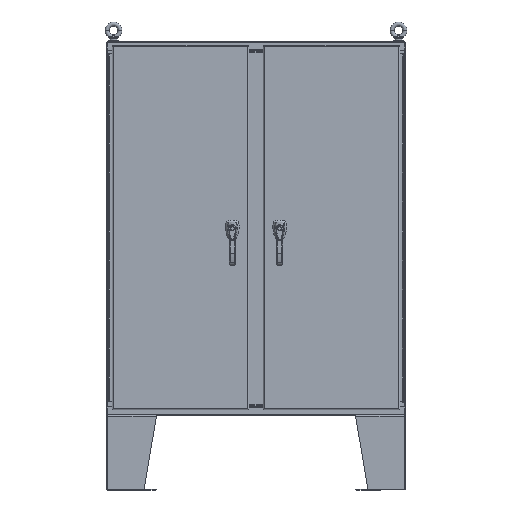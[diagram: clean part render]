
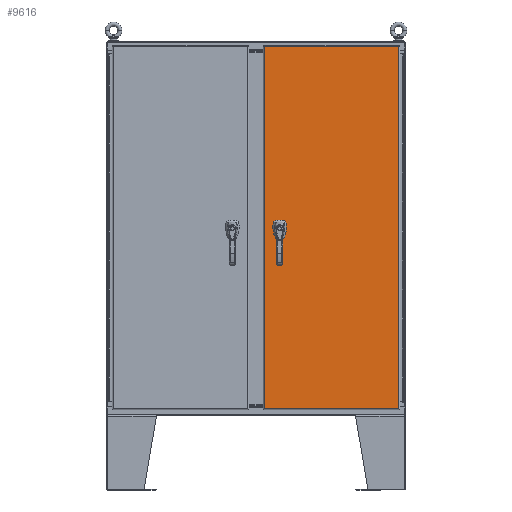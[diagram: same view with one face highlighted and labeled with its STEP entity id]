
A CAD part, top view. The second image highlights one B-rep face of the part: STEP entity #9616.
In plain terms, the highlighted face is planar.
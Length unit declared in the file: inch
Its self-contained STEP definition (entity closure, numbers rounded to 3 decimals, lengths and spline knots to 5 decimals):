
#1253 = EDGE_CURVE ( 'NONE', #10787, #113705, #8585, .T. ) ;
#3098 = DIRECTION ( 'NONE',  ( -1., 0., 0. ) ) ;
#3339 = CARTESIAN_POINT ( 'NONE',  ( 1.29925, -13.78, 29.2565 ) ) ;
#7760 = CARTESIAN_POINT ( 'NONE',  ( 3.61479, -13.78, 0.3955 ) ) ;
#8585 = CIRCLE ( 'NONE', #46830, 0.4425 ) ;
#8936 = LINE ( 'NONE', #180546, #87613 ) ;
#9072 = DIRECTION ( 'NONE',  ( 0., 0., -1. ) ) ;
#9616 = ADVANCED_FACE ( 'NONE', ( #46542, #130391, #179712 ), #52723, .T. ) ;
#10787 = VERTEX_POINT ( 'NONE', #184761 ) ;
#11375 = CARTESIAN_POINT ( 'NONE',  ( 23.01325, -13.78, 29.2565 ) ) ;
#15604 = VECTOR ( 'NONE', #189649, 39.37008 ) ;
#15779 = DIRECTION ( 'NONE',  ( 0., 0., -1. ) ) ;
#17157 = CARTESIAN_POINT ( 'NONE',  ( 3.41775, -13.78, 0.19846 ) ) ;
#18104 = CARTESIAN_POINT ( 'NONE',  ( 4.01171, -13.78, -0.3955 ) ) ;
#18252 = ORIENTED_EDGE ( 'NONE', *, *, #131583, .T. ) ;
#23481 = CARTESIAN_POINT ( 'NONE',  ( 3.81325, -13.78, 0. ) ) ;
#23683 = CARTESIAN_POINT ( 'NONE',  ( 23.01325, -13.78, 29.2565 ) ) ;
#30291 = CARTESIAN_POINT ( 'NONE',  ( 1.29925, -13.78, -29.0445 ) ) ;
#31955 = DIRECTION ( 'NONE',  ( 0., 0., -1. ) ) ;
#32035 = DIRECTION ( 'NONE',  ( 0., 1., 0. ) ) ;
#32225 = CARTESIAN_POINT ( 'NONE',  ( 3.41775, -13.78, -0.19846 ) ) ;
#32974 = VERTEX_POINT ( 'NONE', #186713 ) ;
#33383 = VERTEX_POINT ( 'NONE', #70025 ) ;
#35000 = VECTOR ( 'NONE', #55166, 39.37008 ) ;
#35335 = EDGE_CURVE ( 'NONE', #51517, #100968, #150191, .T. ) ;
#35630 = EDGE_CURVE ( 'NONE', #10787, #100968, #132714, .T. ) ;
#40309 = DIRECTION ( 'NONE',  ( 0., -1., 0. ) ) ;
#40898 = CIRCLE ( 'NONE', #63043, 0.167 ) ;
#43114 = CIRCLE ( 'NONE', #66832, 0.167 ) ;
#43686 = EDGE_LOOP ( 'NONE', ( #156789, #18252 ) ) ;
#45551 = EDGE_CURVE ( 'NONE', #102555, #100883, #196366, .T. ) ;
#46519 = VECTOR ( 'NONE', #15779, 39.37008 ) ;
#46542 = FACE_BOUND ( 'NONE', #131717, .T. ) ;
#46766 = ORIENTED_EDGE ( 'NONE', *, *, #117641, .T. ) ;
#46830 = AXIS2_PLACEMENT_3D ( 'NONE', #110346, #126238, #31955 ) ;
#51517 = VERTEX_POINT ( 'NONE', #74582 ) ;
#52723 = PLANE ( 'NONE',  #177058 ) ;
#52767 = CARTESIAN_POINT ( 'NONE',  ( 23.01325, -13.78, 29.2565 ) ) ;
#54527 = VERTEX_POINT ( 'NONE', #185542 ) ;
#55166 = DIRECTION ( 'NONE',  ( 1., 0., 0. ) ) ;
#55613 = CARTESIAN_POINT ( 'NONE',  ( 3.81325, -13.78, -1.338 ) ) ;
#57758 = ORIENTED_EDGE ( 'NONE', *, *, #198936, .F. ) ;
#63043 = AXIS2_PLACEMENT_3D ( 'NONE', #112484, #32035, #127691 ) ;
#65092 = VERTEX_POINT ( 'NONE', #113359 ) ;
#66832 = AXIS2_PLACEMENT_3D ( 'NONE', #55613, #70745, #84553 ) ;
#67694 = ORIENTED_EDGE ( 'NONE', *, *, #108233, .F. ) ;
#69869 = CARTESIAN_POINT ( 'NONE',  ( 23.01325, -13.78, 29.2565 ) ) ;
#70025 = CARTESIAN_POINT ( 'NONE',  ( 3.81325, -13.78, -1.171 ) ) ;
#70745 = DIRECTION ( 'NONE',  ( 0., 1., 0. ) ) ;
#71524 = DIRECTION ( 'NONE',  ( 0., 1., 0. ) ) ;
#72132 = LINE ( 'NONE', #95098, #15604 ) ;
#72846 = CARTESIAN_POINT ( 'NONE',  ( 3.81325, -13.78, 0. ) ) ;
#74582 = CARTESIAN_POINT ( 'NONE',  ( 3.61479, -13.78, -0.3955 ) ) ;
#75549 = LINE ( 'NONE', #3339, #112558 ) ;
#76770 = LINE ( 'NONE', #131651, #35000 ) ;
#77074 = VERTEX_POINT ( 'NONE', #110984 ) ;
#81992 = EDGE_CURVE ( 'NONE', #65092, #54527, #129843, .T. ) ;
#83321 = DIRECTION ( 'NONE',  ( -1., 0., 0. ) ) ;
#84553 = DIRECTION ( 'NONE',  ( 0., 0., -1. ) ) ;
#87613 = VECTOR ( 'NONE', #83321, 39.37008 ) ;
#88034 = EDGE_CURVE ( 'NONE', #32974, #33383, #43114, .T. ) ;
#88687 = DIRECTION ( 'NONE',  ( 0., 0., -1. ) ) ;
#89754 = DIRECTION ( 'NONE',  ( 0., 0., 1. ) ) ;
#92425 = VERTEX_POINT ( 'NONE', #30291 ) ;
#95098 = CARTESIAN_POINT ( 'NONE',  ( 4.20875, -13.78, -0.19846 ) ) ;
#99822 = DIRECTION ( 'NONE',  ( 0., 1., 0. ) ) ;
#100883 = VERTEX_POINT ( 'NONE', #110626 ) ;
#100968 = VERTEX_POINT ( 'NONE', #32225 ) ;
#102555 = VERTEX_POINT ( 'NONE', #52767 ) ;
#106629 = DIRECTION ( 'NONE',  ( 0., 0., -1. ) ) ;
#108233 = EDGE_CURVE ( 'NONE', #65092, #113705, #8936, .T. ) ;
#110346 = CARTESIAN_POINT ( 'NONE',  ( 3.81325, -13.78, 0. ) ) ;
#110626 = CARTESIAN_POINT ( 'NONE',  ( 1.29925, -13.78, 29.2565 ) ) ;
#110945 = ORIENTED_EDGE ( 'NONE', *, *, #168123, .T. ) ;
#110984 = CARTESIAN_POINT ( 'NONE',  ( 23.01325, -13.78, -29.0445 ) ) ;
#111993 = DIRECTION ( 'NONE',  ( 0., 0., -1. ) ) ;
#112479 = VECTOR ( 'NONE', #3098, 39.37008 ) ;
#112484 = CARTESIAN_POINT ( 'NONE',  ( 3.81325, -13.78, -1.338 ) ) ;
#112558 = VECTOR ( 'NONE', #111993, 39.37008 ) ;
#113359 = CARTESIAN_POINT ( 'NONE',  ( 4.01171, -13.78, 0.3955 ) ) ;
#113705 = VERTEX_POINT ( 'NONE', #7760 ) ;
#117641 = EDGE_CURVE ( 'NONE', #92425, #77074, #76770, .T. ) ;
#119833 = ORIENTED_EDGE ( 'NONE', *, *, #188031, .F. ) ;
#126238 = DIRECTION ( 'NONE',  ( 0., 1., 0. ) ) ;
#126663 = AXIS2_PLACEMENT_3D ( 'NONE', #72846, #71524, #88687 ) ;
#127691 = DIRECTION ( 'NONE',  ( 0., 0., -1. ) ) ;
#129843 = CIRCLE ( 'NONE', #198534, 0.4425 ) ;
#130168 = LINE ( 'NONE', #11375, #201771 ) ;
#130391 = FACE_OUTER_BOUND ( 'NONE', #186958, .T. ) ;
#131583 = EDGE_CURVE ( 'NONE', #33383, #32974, #40898, .T. ) ;
#131651 = CARTESIAN_POINT ( 'NONE',  ( 23.01325, -13.78, -29.0445 ) ) ;
#131717 = EDGE_LOOP ( 'NONE', ( #177983, #182105, #67694, #167466, #57758, #110945, #119833, #180484 ) ) ;
#132714 = LINE ( 'NONE', #17157, #46519 ) ;
#132971 = LINE ( 'NONE', #188606, #172621 ) ;
#135277 = ORIENTED_EDGE ( 'NONE', *, *, #147014, .T. ) ;
#139084 = DIRECTION ( 'NONE',  ( 0., 1., 0. ) ) ;
#140352 = DIRECTION ( 'NONE',  ( 1., 0., 0. ) ) ;
#141944 = VERTEX_POINT ( 'NONE', #18104 ) ;
#147014 = EDGE_CURVE ( 'NONE', #77074, #102555, #130168, .T. ) ;
#150191 = CIRCLE ( 'NONE', #126663, 0.4425 ) ;
#151817 = EDGE_CURVE ( 'NONE', #100883, #92425, #75549, .T. ) ;
#156789 = ORIENTED_EDGE ( 'NONE', *, *, #88034, .T. ) ;
#156839 = VERTEX_POINT ( 'NONE', #171811 ) ;
#167466 = ORIENTED_EDGE ( 'NONE', *, *, #81992, .T. ) ;
#168123 = EDGE_CURVE ( 'NONE', #156839, #141944, #187499, .T. ) ;
#169084 = DIRECTION ( 'NONE',  ( 0., 0., 1. ) ) ;
#171811 = CARTESIAN_POINT ( 'NONE',  ( 4.20875, -13.78, -0.19846 ) ) ;
#172621 = VECTOR ( 'NONE', #140352, 39.37008 ) ;
#177058 = AXIS2_PLACEMENT_3D ( 'NONE', #69869, #40309, #89754 ) ;
#177983 = ORIENTED_EDGE ( 'NONE', *, *, #35630, .F. ) ;
#179712 = FACE_BOUND ( 'NONE', #43686, .T. ) ;
#180484 = ORIENTED_EDGE ( 'NONE', *, *, #35335, .T. ) ;
#180546 = CARTESIAN_POINT ( 'NONE',  ( 4.01171, -13.78, 0.3955 ) ) ;
#181251 = ORIENTED_EDGE ( 'NONE', *, *, #151817, .T. ) ;
#182105 = ORIENTED_EDGE ( 'NONE', *, *, #1253, .T. ) ;
#184761 = CARTESIAN_POINT ( 'NONE',  ( 3.41775, -13.78, 0.19846 ) ) ;
#185328 = CARTESIAN_POINT ( 'NONE',  ( 3.81325, -13.78, 0. ) ) ;
#185542 = CARTESIAN_POINT ( 'NONE',  ( 4.20875, -13.78, 0.19846 ) ) ;
#186713 = CARTESIAN_POINT ( 'NONE',  ( 3.81325, -13.78, -1.505 ) ) ;
#186958 = EDGE_LOOP ( 'NONE', ( #181251, #46766, #135277, #204469 ) ) ;
#187499 = CIRCLE ( 'NONE', #204344, 0.4425 ) ;
#188031 = EDGE_CURVE ( 'NONE', #51517, #141944, #132971, .T. ) ;
#188606 = CARTESIAN_POINT ( 'NONE',  ( 3.61479, -13.78, -0.3955 ) ) ;
#189649 = DIRECTION ( 'NONE',  ( 0., 0., 1. ) ) ;
#196366 = LINE ( 'NONE', #23683, #112479 ) ;
#198534 = AXIS2_PLACEMENT_3D ( 'NONE', #185328, #139084, #106629 ) ;
#198936 = EDGE_CURVE ( 'NONE', #156839, #54527, #72132, .T. ) ;
#201771 = VECTOR ( 'NONE', #169084, 39.37008 ) ;
#204344 = AXIS2_PLACEMENT_3D ( 'NONE', #23481, #99822, #9072 ) ;
#204469 = ORIENTED_EDGE ( 'NONE', *, *, #45551, .T. ) ;
